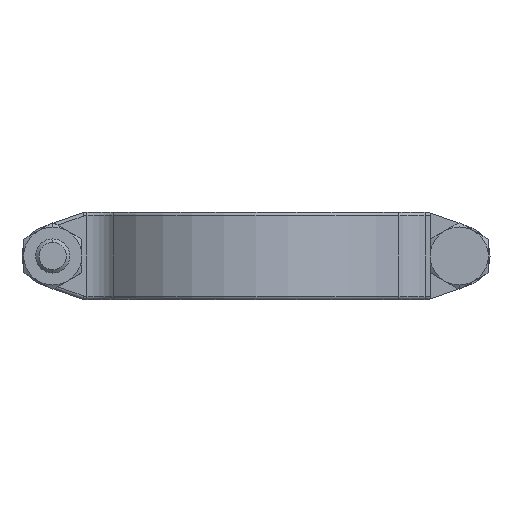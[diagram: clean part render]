
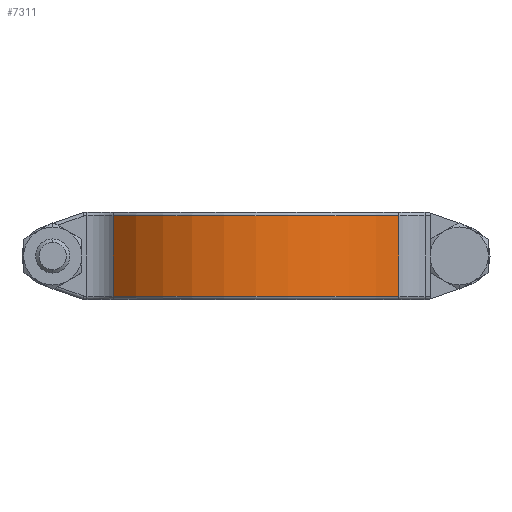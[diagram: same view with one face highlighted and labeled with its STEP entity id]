
A CAD part, front view. The second image highlights one B-rep face of the part: STEP entity #7311.
In plain terms, the highlighted cylindrical face has radius 54.9 mm (diameter 109.8 mm), a partial arc.
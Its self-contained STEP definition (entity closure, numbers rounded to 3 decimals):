
#121 = EDGE_CURVE ( 'NONE', #7617, #1174, #5789, .T. ) ;
#210 = ORIENTED_EDGE ( 'NONE', *, *, #5561, .T. ) ;
#351 = EDGE_CURVE ( 'NONE', #1174, #2922, #4620, .T. ) ;
#631 = CARTESIAN_POINT ( 'NONE',  ( 41.854, -35.529, 12.75 ) ) ;
#1165 = CIRCLE ( 'NONE', #9345, 54.9 ) ;
#1174 = VERTEX_POINT ( 'NONE', #8626 ) ;
#1531 = CARTESIAN_POINT ( 'NONE',  ( -41.854, -35.529, -11.75 ) ) ;
#1712 = CYLINDRICAL_SURFACE ( 'NONE', #5115, 54.9 ) ;
#1824 = DIRECTION ( 'NONE',  ( 0., 0., 1. ) ) ;
#2330 = DIRECTION ( 'NONE',  ( 1., 0., 0. ) ) ;
#2356 = CARTESIAN_POINT ( 'NONE',  ( -41.854, -35.529, 11.75 ) ) ;
#2504 = ORIENTED_EDGE ( 'NONE', *, *, #4796, .T. ) ;
#2560 = CARTESIAN_POINT ( 'NONE',  ( 41.854, -35.529, 11.75 ) ) ;
#2902 = CARTESIAN_POINT ( 'NONE',  ( -41.854, -35.529, 12.75 ) ) ;
#2922 = VERTEX_POINT ( 'NONE', #2560 ) ;
#3090 = CARTESIAN_POINT ( 'NONE',  ( 0., 0., 12.75 ) ) ;
#3188 = CARTESIAN_POINT ( 'NONE',  ( 0., 0., 11.75 ) ) ;
#3939 = VECTOR ( 'NONE', #9073, 1000. ) ;
#4620 = LINE ( 'NONE', #631, #8895 ) ;
#4639 = LINE ( 'NONE', #2902, #3939 ) ;
#4796 = EDGE_CURVE ( 'NONE', #4910, #7617, #4639, .T. ) ;
#4813 = DIRECTION ( 'NONE',  ( 0., 0., -1. ) ) ;
#4910 = VERTEX_POINT ( 'NONE', #2356 ) ;
#5115 = AXIS2_PLACEMENT_3D ( 'NONE', #3090, #4813, #6190 ) ;
#5381 = EDGE_LOOP ( 'NONE', ( #6060, #210, #2504, #9788 ) ) ;
#5561 = EDGE_CURVE ( 'NONE', #2922, #4910, #1165, .T. ) ;
#5596 = CARTESIAN_POINT ( 'NONE',  ( 0., 0., -11.75 ) ) ;
#5789 = CIRCLE ( 'NONE', #8586, 54.9 ) ;
#6060 = ORIENTED_EDGE ( 'NONE', *, *, #351, .T. ) ;
#6190 = DIRECTION ( 'NONE',  ( 1., 0., 0. ) ) ;
#7311 = ADVANCED_FACE ( 'NONE', ( #8689 ), #1712, .T. ) ;
#7617 = VERTEX_POINT ( 'NONE', #1531 ) ;
#8586 = AXIS2_PLACEMENT_3D ( 'NONE', #5596, #1824, #9518 ) ;
#8626 = CARTESIAN_POINT ( 'NONE',  ( 41.854, -35.529, -11.75 ) ) ;
#8689 = FACE_OUTER_BOUND ( 'NONE', #5381, .T. ) ;
#8895 = VECTOR ( 'NONE', #10096, 1000. ) ;
#9073 = DIRECTION ( 'NONE',  ( 0., 0., -1. ) ) ;
#9345 = AXIS2_PLACEMENT_3D ( 'NONE', #3188, #9362, #2330 ) ;
#9362 = DIRECTION ( 'NONE',  ( 0., 0., -1. ) ) ;
#9518 = DIRECTION ( 'NONE',  ( 1., 0., 0. ) ) ;
#9788 = ORIENTED_EDGE ( 'NONE', *, *, #121, .T. ) ;
#10096 = DIRECTION ( 'NONE',  ( 0., 0., 1. ) ) ;
